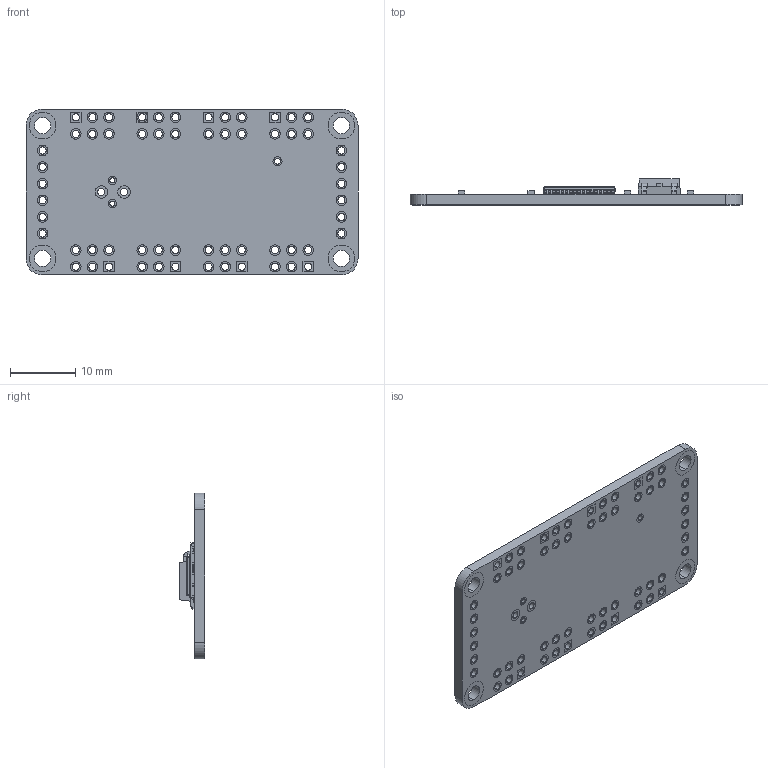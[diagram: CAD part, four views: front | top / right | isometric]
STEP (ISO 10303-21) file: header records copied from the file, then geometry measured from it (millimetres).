
FILE_DESCRIPTION (( 'STEP AP214' ), '1' );
FILE_NAME ('1429.STEP', '2025-05-22T06:09:53', ( 'LENOVO' ), ( '' ), 'SwSTEP 2.0', 'SolidWorks 2021', '' );
FILE_SCHEMA (( 'AUTOMOTIVE_DESIGN' ));
Length unit declared in the file: millimetre
Products named in the file (4): TLC5947DAP_TLC5947DAP; 1429; LM2931ADT-5.0_LM2931ADT-5.0; 1429_1429
Assembly tree (3 placements, depth 2):
  1429
    1429_1429
    TLC5947DAP_TLC5947DAP
    LM2931ADT-5.0_LM2931ADT-5.0
Bounding box: 50.8 x 3.96 x 25.4 mm (x, y, z)
Volume: 2075.4 mm3; surface area: 4862.1 mm2
Topology: 138 solids, 138 shells, 1364 faces, 3215 edges, 2124 vertices
Faces by surface type: plane 774, cylinder 582, sphere 8
Entity records: 41279 total; most frequent: DIRECTION 7071, CARTESIAN_POINT 6773, ORIENTED_EDGE 6414, EDGE_CURVE 3207, AXIS2_PLACEMENT_3D 2518, VERTEX_POINT 2124, LINE 2035, VECTOR 2035
